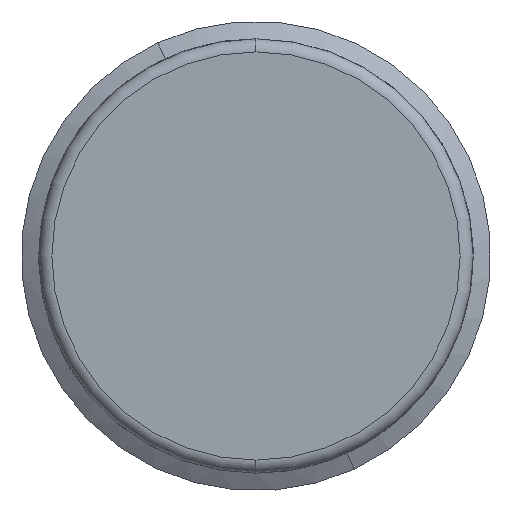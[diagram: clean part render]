
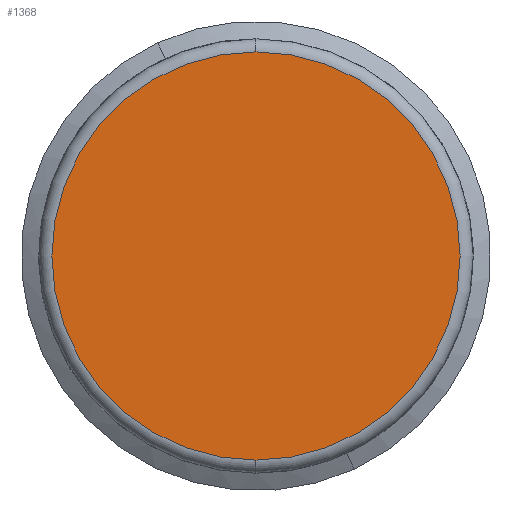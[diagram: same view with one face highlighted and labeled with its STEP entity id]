
A CAD part, left-side view. The second image highlights one B-rep face of the part: STEP entity #1368.
In plain terms, the highlighted planar face has unit normal (-1, 0, 0).
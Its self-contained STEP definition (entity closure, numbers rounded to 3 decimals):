
#12=CARTESIAN_POINT('',(-21.95,0.,2.408));
#13=DIRECTION('',(-1.,0.,0.));
#14=DIRECTION('',(0.,0.,1.));
#15=AXIS2_PLACEMENT_3D('',#12,#13,#14);
#17=CARTESIAN_POINT('',(-21.95,0.,2.408));
#18=DIRECTION('',(-1.,0.,0.));
#19=DIRECTION('',(0.,0.,-1.));
#20=AXIS2_PLACEMENT_3D('',#17,#18,#19);
#1130=CARTESIAN_POINT('',(-21.95,0.,-5.417));
#1132=VERTEX_POINT('',#1130);
#1135=CARTESIAN_POINT('',(-21.95,0.,10.233));
#1136=VERTEX_POINT('',#1135);
#1358=CARTESIAN_POINT('',(-21.95,0.,-5.558));
#1359=DIRECTION('',(1.,0.,0.));
#1360=DIRECTION('',(0.,1.,0.));
#1361=AXIS2_PLACEMENT_3D('',#1358,#1359,#1360);
#1362=PLANE('',#1361);
#1363=ORIENTED_EDGE('',*,*,#1347,.F.);
#1365=ORIENTED_EDGE('',*,*,#1364,.F.);
#1366=EDGE_LOOP('',(#1363,#1365));
#1367=FACE_OUTER_BOUND('',#1366,.F.);
#16=CIRCLE('',#15,7.825);
#21=CIRCLE('',#20,7.825);
#1347=EDGE_CURVE('',#1136,#1132,#16,.T.);
#1364=EDGE_CURVE('',#1132,#1136,#21,.T.);
#1368=ADVANCED_FACE('',(#1367),#1362,.F.);
